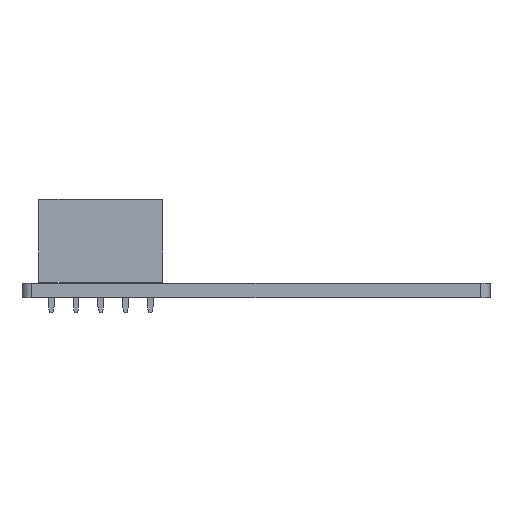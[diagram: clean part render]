
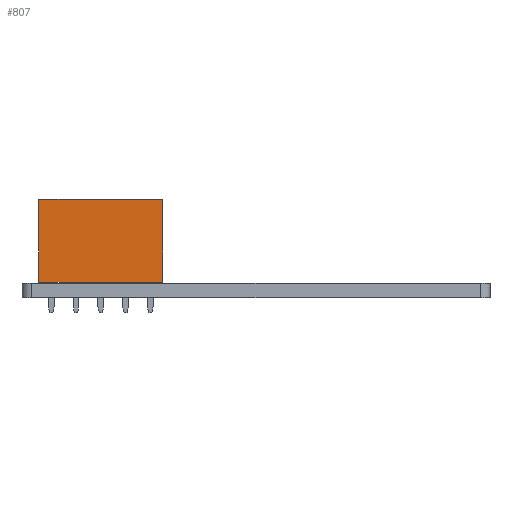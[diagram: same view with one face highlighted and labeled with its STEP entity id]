
A CAD part, left-side view. The second image highlights one B-rep face of the part: STEP entity #807.
In plain terms, the highlighted planar face has unit normal (-1, 0, 0).
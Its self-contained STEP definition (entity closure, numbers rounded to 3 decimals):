
#84 = VERTEX_POINT('',#85);
#85 = CARTESIAN_POINT('',(-1.27,-11.43,0.));
#93 = EDGE_CURVE('',#84,#94,#96,.T.);
#94 = VERTEX_POINT('',#95);
#95 = CARTESIAN_POINT('',(-1.27,-11.43,8.5));
#96 = LINE('',#97,#98);
#97 = CARTESIAN_POINT('',(-1.27,-11.43,0.));
#98 = VECTOR('',#99,1.);
#99 = DIRECTION('',(0.,0.,1.));
#156 = VERTEX_POINT('',#157);
#157 = CARTESIAN_POINT('',(-1.27,1.27,8.5));
#163 = EDGE_CURVE('',#164,#156,#166,.T.);
#164 = VERTEX_POINT('',#165);
#165 = CARTESIAN_POINT('',(-1.27,1.27,0.));
#166 = LINE('',#167,#168);
#167 = CARTESIAN_POINT('',(-1.27,1.27,0.));
#168 = VECTOR('',#169,1.);
#169 = DIRECTION('',(0.,0.,1.));
#228 = EDGE_CURVE('',#156,#94,#229,.T.);
#229 = LINE('',#230,#231);
#230 = CARTESIAN_POINT('',(-1.27,1.27,8.5));
#231 = VECTOR('',#232,1.);
#232 = DIRECTION('',(0.,-1.,0.));
#421 = EDGE_CURVE('',#164,#84,#422,.T.);
#422 = LINE('',#423,#424);
#423 = CARTESIAN_POINT('',(-1.27,1.27,0.));
#424 = VECTOR('',#425,1.);
#425 = DIRECTION('',(0.,-1.,0.));
#807 = ADVANCED_FACE('',(#808),#814,.F.);
#808 = FACE_BOUND('',#809,.F.);
#809 = EDGE_LOOP('',(#810,#811,#812,#813));
#810 = ORIENTED_EDGE('',*,*,#163,.T.);
#811 = ORIENTED_EDGE('',*,*,#228,.T.);
#812 = ORIENTED_EDGE('',*,*,#93,.F.);
#813 = ORIENTED_EDGE('',*,*,#421,.F.);
#814 = PLANE('',#815);
#815 = AXIS2_PLACEMENT_3D('',#816,#817,#818);
#816 = CARTESIAN_POINT('',(-1.27,1.27,0.));
#817 = DIRECTION('',(1.,0.,0.));
#818 = DIRECTION('',(0.,-1.,0.));
